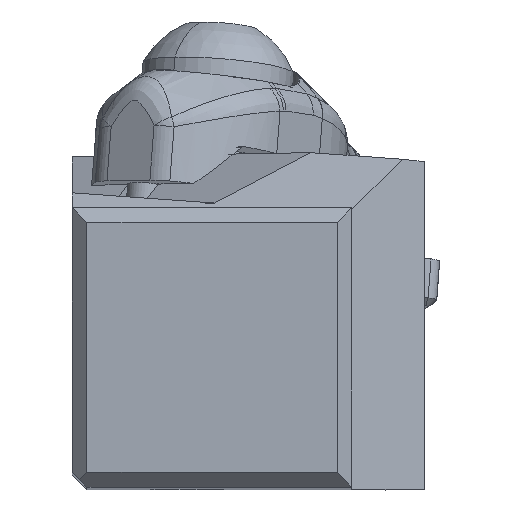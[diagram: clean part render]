
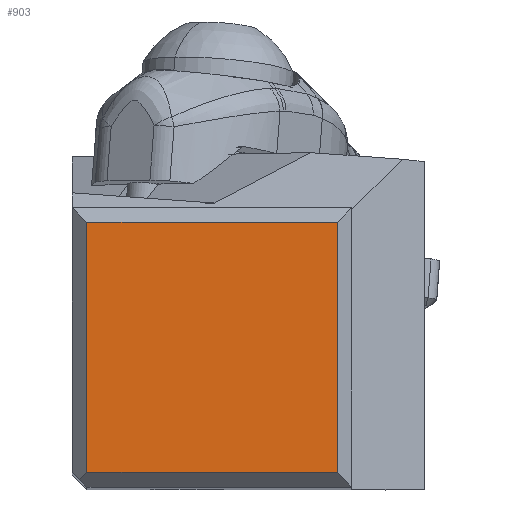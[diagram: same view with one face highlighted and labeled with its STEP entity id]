
A CAD part, top view. The second image highlights one B-rep face of the part: STEP entity #903.
In plain terms, the highlighted planar face has unit normal (0, 0, 1).
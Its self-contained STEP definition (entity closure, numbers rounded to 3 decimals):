
#662=FACE_OUTER_BOUND('',#1265,.T.);
#903=ADVANCED_FACE('',(#662),#1153,.T.);
#1153=PLANE('',#4461);
#1265=EDGE_LOOP('',(#1615,#1616,#1617,#1618));
#1615=ORIENTED_EDGE('',*,*,#3259,.F.);
#1616=ORIENTED_EDGE('',*,*,#3263,.T.);
#1617=ORIENTED_EDGE('',*,*,#3199,.F.);
#1618=ORIENTED_EDGE('',*,*,#3262,.F.);
#2794=VERTEX_POINT('',#6037);
#2795=VERTEX_POINT('',#6039);
#2839=VERTEX_POINT('',#6156);
#2840=VERTEX_POINT('',#6158);
#3199=EDGE_CURVE('',#2794,#2795,#3835,.T.);
#3259=EDGE_CURVE('',#2839,#2840,#3879,.T.);
#3262=EDGE_CURVE('',#2840,#2794,#3882,.T.);
#3263=EDGE_CURVE('',#2839,#2795,#3883,.T.);
#3835=LINE('',#6038,#4064);
#3879=LINE('',#6157,#4108);
#3882=LINE('',#6162,#4111);
#3883=LINE('',#6164,#4112);
#4064=VECTOR('',#4916,1.);
#4108=VECTOR('',#5020,1.);
#4111=VECTOR('',#5025,1.);
#4112=VECTOR('',#5028,1.);
#4461=AXIS2_PLACEMENT_3D('',#6165,#5029,#5030);
#4916=DIRECTION('',(-1.,0.,0.));
#5020=DIRECTION('',(1.,0.,0.));
#5025=DIRECTION('',(0.,-1.,0.));
#5028=DIRECTION('',(0.,-1.,0.));
#5029=DIRECTION('',(0.,0.,1.));
#5030=DIRECTION('',(1.,0.,0.));
#6037=CARTESIAN_POINT('',(18.05,1.,0.));
#6038=CARTESIAN_POINT('',(18.05,1.,0.));
#6039=CARTESIAN_POINT('',(1.,1.,0.));
#6156=CARTESIAN_POINT('',(1.,18.05,0.));
#6157=CARTESIAN_POINT('',(1.,18.05,0.));
#6158=CARTESIAN_POINT('',(18.05,18.05,0.));
#6162=CARTESIAN_POINT('',(18.05,18.05,0.));
#6164=CARTESIAN_POINT('',(1.,18.05,0.));
#6165=CARTESIAN_POINT('',(9.525,9.525,0.));
